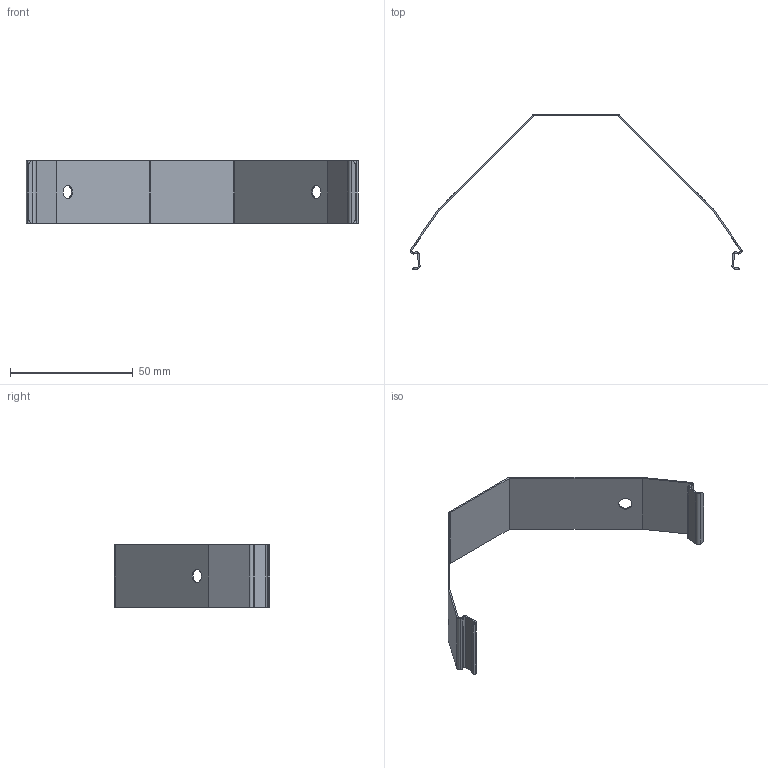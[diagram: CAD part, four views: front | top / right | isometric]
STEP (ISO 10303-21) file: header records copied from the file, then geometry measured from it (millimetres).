
FILE_DESCRIPTION(/* description */ (''),/* implementation_level */ '2;1');
FILE_NAME(/* name */ 'CDCLP3.stp',/* time_stamp */ '2015-03-16T08:08:13-05:00',/* author */ (''),/* organization */ (''),/* preprocessor_version */ 'ST-DEVELOPER v15',/* originating_system */ 'SIEMENS PLM Software NX 8.5',/* authorisation */ '');
FILE_SCHEMA (('AP203_CONFIGURATION_CONTROLLED_3D_DESIGN_OF_MECHANICAL_PARTS_AND_ASSEMBLIES_MIM_LF { 1 0 10303 403 2 1 2}'));
Length unit declared in the file: inch
Products named in the file (1): bdk037042F8b2mt
Bounding box: 135.02 x 63.18 x 25.4 mm (x, y, z)
Volume: 3322.8 mm3; surface area: 10781.1 mm2
Topology: 1 solids, 1 shells, 60 faces, 168 edges, 110 vertices
Faces by surface type: plane 30, cylinder 30
Full cylindrical faces by diameter (mm): 5.283 x2
Entity records: 2018 total; most frequent: DIRECTION 346, CARTESIAN_POINT 333, ORIENTED_EDGE 328, EDGE_CURVE 164, AXIS2_PLACEMENT_3D 121, VERTEX_POINT 108, LINE 104, VECTOR 104
